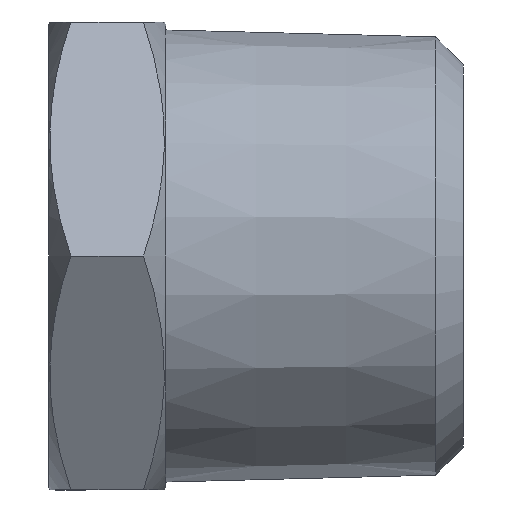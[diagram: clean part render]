
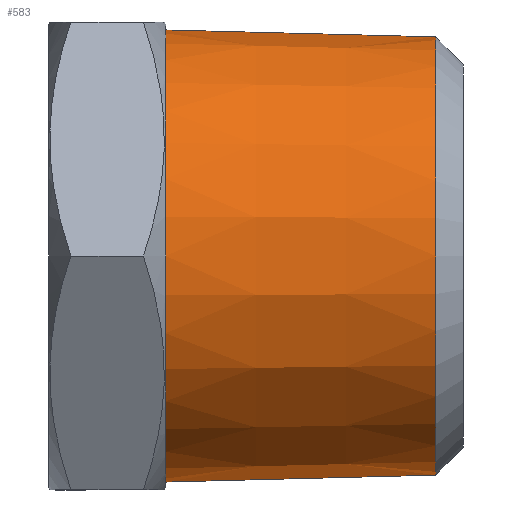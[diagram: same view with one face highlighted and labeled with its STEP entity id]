
A CAD part, left-side view. The second image highlights one B-rep face of the part: STEP entity #583.
In plain terms, the highlighted conical face has half-angle 1.47 degrees and reference radius 10.626 mm.
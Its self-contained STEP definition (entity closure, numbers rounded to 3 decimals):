
#50 = CIRCLE ( 'NONE', #57, 10.3 ) ;
#51 = VECTOR ( 'NONE', #630, 1000. ) ;
#57 = AXIS2_PLACEMENT_3D ( 'NONE', #727, #760, #735 ) ;
#70 = CONICAL_SURFACE ( 'NONE', #73, 10.626, 0.026 ) ;
#73 = AXIS2_PLACEMENT_3D ( 'NONE', #536, #720, #721 ) ;
#74 = CIRCLE ( 'NONE', #82, 10.626 ) ;
#82 = AXIS2_PLACEMENT_3D ( 'NONE', #769, #739, #738 ) ;
#100 = VECTOR ( 'NONE', #780, 1000. ) ;
#172 = EDGE_LOOP ( 'NONE', ( #844, #845, #832, #823 ) ) ;
#216 = LINE ( 'NONE', #521, #51 ) ;
#222 = LINE ( 'NONE', #557, #100 ) ;
#258 = FACE_OUTER_BOUND ( 'NONE', #172, .T. ) ;
#323 = CARTESIAN_POINT ( 'NONE',  ( 0., 14., -10.626 ) ) ;
#371 = CARTESIAN_POINT ( 'NONE',  ( 0., 14., 10.626 ) ) ;
#407 = CARTESIAN_POINT ( 'NONE',  ( 0., 1.3, -10.3 ) ) ;
#419 = CARTESIAN_POINT ( 'NONE',  ( 0., 1.3, 10.3 ) ) ;
#521 = CARTESIAN_POINT ( 'NONE',  ( 0., 14., 10.626 ) ) ;
#536 = CARTESIAN_POINT ( 'NONE',  ( 0., 14., 0. ) ) ;
#557 = CARTESIAN_POINT ( 'NONE',  ( 0., 14., -10.626 ) ) ;
#583 = ADVANCED_FACE ( 'NONE', ( #258 ), #70, .T. ) ;
#598 = EDGE_CURVE ( 'NONE', #932, #930, #74, .T. ) ;
#601 = EDGE_CURVE ( 'NONE', #925, #917, #50, .T. ) ;
#630 = DIRECTION ( 'NONE',  ( 0., 1., 0.026 ) ) ;
#656 = EDGE_CURVE ( 'NONE', #917, #930, #222, .T. ) ;
#663 = EDGE_CURVE ( 'NONE', #925, #932, #216, .T. ) ;
#720 = DIRECTION ( 'NONE',  ( 0., 1., 0. ) ) ;
#721 = DIRECTION ( 'NONE',  ( 0., 0., 1. ) ) ;
#727 = CARTESIAN_POINT ( 'NONE',  ( 0., 1.3, 0. ) ) ;
#735 = DIRECTION ( 'NONE',  ( 0., 0., -1. ) ) ;
#738 = DIRECTION ( 'NONE',  ( 0., 0., -1. ) ) ;
#739 = DIRECTION ( 'NONE',  ( 0., -1., 0. ) ) ;
#760 = DIRECTION ( 'NONE',  ( 0., -1., 0. ) ) ;
#769 = CARTESIAN_POINT ( 'NONE',  ( 0., 14., 0. ) ) ;
#780 = DIRECTION ( 'NONE',  ( 0., 1., -0.026 ) ) ;
#823 = ORIENTED_EDGE ( 'NONE', *, *, #598, .T. ) ;
#832 = ORIENTED_EDGE ( 'NONE', *, *, #663, .T. ) ;
#844 = ORIENTED_EDGE ( 'NONE', *, *, #656, .F. ) ;
#845 = ORIENTED_EDGE ( 'NONE', *, *, #601, .F. ) ;
#917 = VERTEX_POINT ( 'NONE', #407 ) ;
#925 = VERTEX_POINT ( 'NONE', #419 ) ;
#930 = VERTEX_POINT ( 'NONE', #323 ) ;
#932 = VERTEX_POINT ( 'NONE', #371 ) ;
